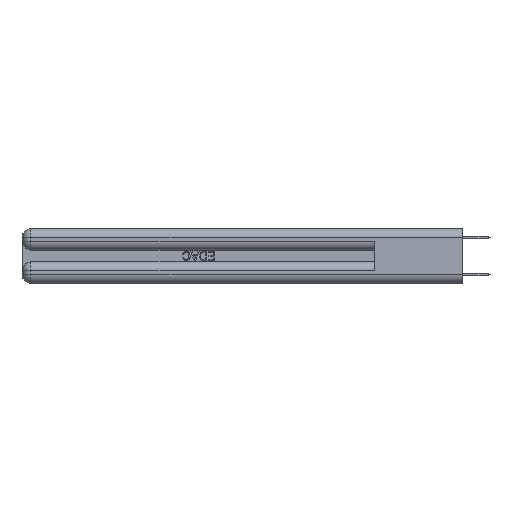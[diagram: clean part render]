
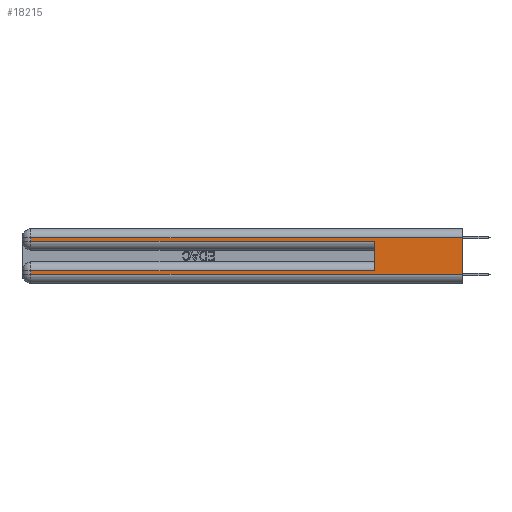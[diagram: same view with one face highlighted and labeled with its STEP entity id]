
A CAD part, left-side view. The second image highlights one B-rep face of the part: STEP entity #18215.
In plain terms, the highlighted planar face has unit normal (-1, 0, 0).
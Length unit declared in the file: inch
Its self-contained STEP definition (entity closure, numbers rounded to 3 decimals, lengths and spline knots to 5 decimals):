
#130 = CARTESIAN_POINT ( 'NONE',  ( 0., 2.94, 0.31 ) ) ;
#152 = VECTOR ( 'NONE', #7181, 39.37008 ) ;
#359 = CARTESIAN_POINT ( 'NONE',  ( 0., 0., 0.085 ) ) ;
#2267 = LINE ( 'NONE', #7132, #6841 ) ;
#2549 = ORIENTED_EDGE ( 'NONE', *, *, #8629, .F. ) ;
#2806 = AXIS2_PLACEMENT_3D ( 'NONE', #12993, #9993, #17585 ) ;
#3781 = DIRECTION ( 'NONE',  ( 0., -1., 0. ) ) ;
#4105 = DIRECTION ( 'NONE',  ( 0., -1., 0. ) ) ;
#4152 = DIRECTION ( 'NONE',  ( 0., 1., 0. ) ) ;
#5446 = VERTEX_POINT ( 'NONE', #14536 ) ;
#5659 = EDGE_CURVE ( 'NONE', #29139, #9980, #6133, .T. ) ;
#5870 = VERTEX_POINT ( 'NONE', #130 ) ;
#5886 = PLANE ( 'NONE',  #2806 ) ;
#5991 = CARTESIAN_POINT ( 'NONE',  ( 0., 0., 0.06 ) ) ;
#6133 = LINE ( 'NONE', #5991, #21918 ) ;
#6225 = EDGE_CURVE ( 'NONE', #16632, #5446, #17247, .T. ) ;
#6841 = VECTOR ( 'NONE', #4152, 39.37008 ) ;
#7132 = CARTESIAN_POINT ( 'NONE',  ( 0., 0., 0.31 ) ) ;
#7181 = DIRECTION ( 'NONE',  ( 0., 0., -1. ) ) ;
#7300 = EDGE_CURVE ( 'NONE', #5446, #29139, #12912, .T. ) ;
#7318 = ORIENTED_EDGE ( 'NONE', *, *, #5659, .T. ) ;
#7319 = ORIENTED_EDGE ( 'NONE', *, *, #6225, .T. ) ;
#7551 = DIRECTION ( 'NONE',  ( 0., 0., -1. ) ) ;
#8455 = ORIENTED_EDGE ( 'NONE', *, *, #20102, .T. ) ;
#8629 = EDGE_CURVE ( 'NONE', #16632, #14804, #25055, .T. ) ;
#9595 = ORIENTED_EDGE ( 'NONE', *, *, #17857, .T. ) ;
#9980 = VERTEX_POINT ( 'NONE', #19046 ) ;
#9993 = DIRECTION ( 'NONE',  ( 1., 0., 0. ) ) ;
#10089 = VECTOR ( 'NONE', #7551, 39.37008 ) ;
#10499 = ORIENTED_EDGE ( 'NONE', *, *, #25734, .T. ) ;
#11275 = EDGE_CURVE ( 'NONE', #17408, #9980, #28622, .T. ) ;
#12190 = DIRECTION ( 'NONE',  ( 0., 1., 0. ) ) ;
#12701 = VECTOR ( 'NONE', #24593, 39.37008 ) ;
#12820 = CARTESIAN_POINT ( 'NONE',  ( 0., 2.94, 0.06 ) ) ;
#12912 = LINE ( 'NONE', #26914, #10089 ) ;
#12993 = CARTESIAN_POINT ( 'NONE',  ( 0., 0., 0.37 ) ) ;
#13503 = DIRECTION ( 'NONE',  ( 0., 0., -1. ) ) ;
#13739 = LINE ( 'NONE', #21022, #22830 ) ;
#14536 = CARTESIAN_POINT ( 'NONE',  ( 0., 2.94, 0.085 ) ) ;
#14804 = VERTEX_POINT ( 'NONE', #17750 ) ;
#16632 = VERTEX_POINT ( 'NONE', #23670 ) ;
#16885 = VECTOR ( 'NONE', #13503, 39.37008 ) ;
#17247 = LINE ( 'NONE', #359, #19422 ) ;
#17408 = VERTEX_POINT ( 'NONE', #30837 ) ;
#17585 = DIRECTION ( 'NONE',  ( 0., 0., -1. ) ) ;
#17750 = CARTESIAN_POINT ( 'NONE',  ( 0., 0.6, 0.285 ) ) ;
#17857 = EDGE_CURVE ( 'NONE', #5870, #18828, #28141, .T. ) ;
#18215 = ADVANCED_FACE ( 'NONE', ( #20108 ), #5886, .F. ) ;
#18828 = VERTEX_POINT ( 'NONE', #29938 ) ;
#19046 = CARTESIAN_POINT ( 'NONE',  ( 0., 0., 0.06 ) ) ;
#19422 = VECTOR ( 'NONE', #12190, 39.37008 ) ;
#19886 = ORIENTED_EDGE ( 'NONE', *, *, #7300, .T. ) ;
#20102 = EDGE_CURVE ( 'NONE', #18828, #14804, #13739, .T. ) ;
#20108 = FACE_OUTER_BOUND ( 'NONE', #20643, .T. ) ;
#20200 = ORIENTED_EDGE ( 'NONE', *, *, #11275, .F. ) ;
#20643 = EDGE_LOOP ( 'NONE', ( #20200, #10499, #9595, #8455, #2549, #7319, #19886, #7318 ) ) ;
#21022 = CARTESIAN_POINT ( 'NONE',  ( 0., 0., 0.285 ) ) ;
#21918 = VECTOR ( 'NONE', #3781, 39.37008 ) ;
#22830 = VECTOR ( 'NONE', #4105, 39.37008 ) ;
#23619 = CARTESIAN_POINT ( 'NONE',  ( 0., 2.94, 0.37 ) ) ;
#23670 = CARTESIAN_POINT ( 'NONE',  ( 0., 0.6, 0.085 ) ) ;
#24593 = DIRECTION ( 'NONE',  ( 0., 0., 1. ) ) ;
#25055 = LINE ( 'NONE', #27408, #12701 ) ;
#25734 = EDGE_CURVE ( 'NONE', #17408, #5870, #2267, .T. ) ;
#26558 = CARTESIAN_POINT ( 'NONE',  ( 0., 0., 0.37 ) ) ;
#26914 = CARTESIAN_POINT ( 'NONE',  ( 0., 2.94, 0.37 ) ) ;
#27408 = CARTESIAN_POINT ( 'NONE',  ( 0., 0.6, 0.145 ) ) ;
#28141 = LINE ( 'NONE', #23619, #16885 ) ;
#28622 = LINE ( 'NONE', #26558, #152 ) ;
#29139 = VERTEX_POINT ( 'NONE', #12820 ) ;
#29938 = CARTESIAN_POINT ( 'NONE',  ( 0., 2.94, 0.285 ) ) ;
#30837 = CARTESIAN_POINT ( 'NONE',  ( 0., 0., 0.31 ) ) ;
